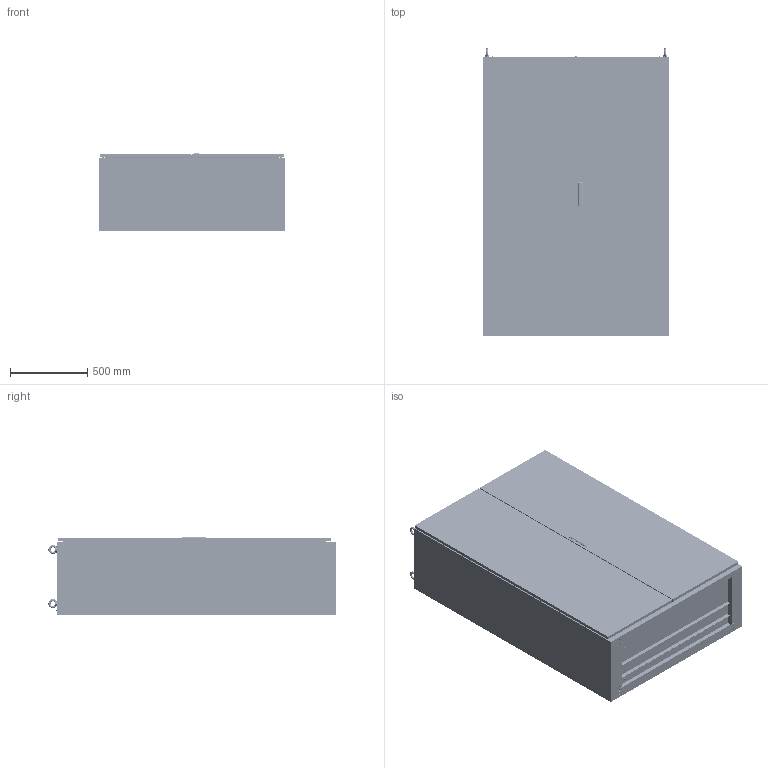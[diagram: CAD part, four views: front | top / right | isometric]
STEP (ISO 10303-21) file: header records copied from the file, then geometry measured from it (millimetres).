
FILE_DESCRIPTION (( 'STEP AP214' ), '1' );
FILE_NAME ('0390-1218-50-17.step', '2022-07-28T11:07:51', ( '' ), ( '' ), 'SwSTEP 2.0', 'SolidWorks 2019', '' );
FILE_SCHEMA (( 'AUTOMOTIVE_DESIGN' ));
Length unit declared in the file: millimetre
Products named in the file (16): MPGleitschuh_s; arretierwinkel_li_s; Tuer2_s_0395-1218-05-97; rasthalterung_re_s; Korpus_ss_1218-50; MontageplatteZubehoer_s; 3080-9036-03-48 Schutzleiterschraube; rasthalterung_li_s; Dachplatte_ss_0390-1200-50-07; Bodenplattensatz_s_0396-1200-50-03; TuerGG_s_0395-1218-02-97; Montageplatte_s_1218; TuerLP_s_0395-1218-01-97; arretierwinkel_re_s; 0390-1218-50-17; MontageplatteKPL_s_0348-1218-00-13
Assembly tree (16 placements, depth 4):
  0390-1218-50-17
    Korpus_ss_1218-50
    Tuer2_s_0395-1218-05-97
      TuerGG_s_0395-1218-02-97
      TuerLP_s_0395-1218-01-97
    Dachplatte_ss_0390-1200-50-07
    Bodenplattensatz_s_0396-1200-50-03
    MontageplatteKPL_s_0348-1218-00-13
      Montageplatte_s_1218
      MontageplatteZubehoer_s
        arretierwinkel_li_s
        arretierwinkel_re_s
        rasthalterung_li_s
        rasthalterung_re_s
        3080-9036-03-48 Schutzleiterschraube
        MPGleitschuh_s  x2
Bounding box: 1200 x 1857.99 x 507.5 mm (x, y, z)
Volume: 22841366.9 mm3; surface area: 22545005.6 mm2
Topology: 68 solids, 68 shells, 5770 faces, 15255 edges, 10083 vertices
Faces by surface type: plane 3139, cylinder 2384, cone 209, torus 24, bspline 14
Entity records: 217350 total; most frequent: CARTESIAN_POINT 33549, DIRECTION 31386, ORIENTED_EDGE 30402, EDGE_CURVE 15201, AXIS2_PLACEMENT_3D 10822, VERTEX_POINT 10049, VECTOR 9742, LINE 9742
